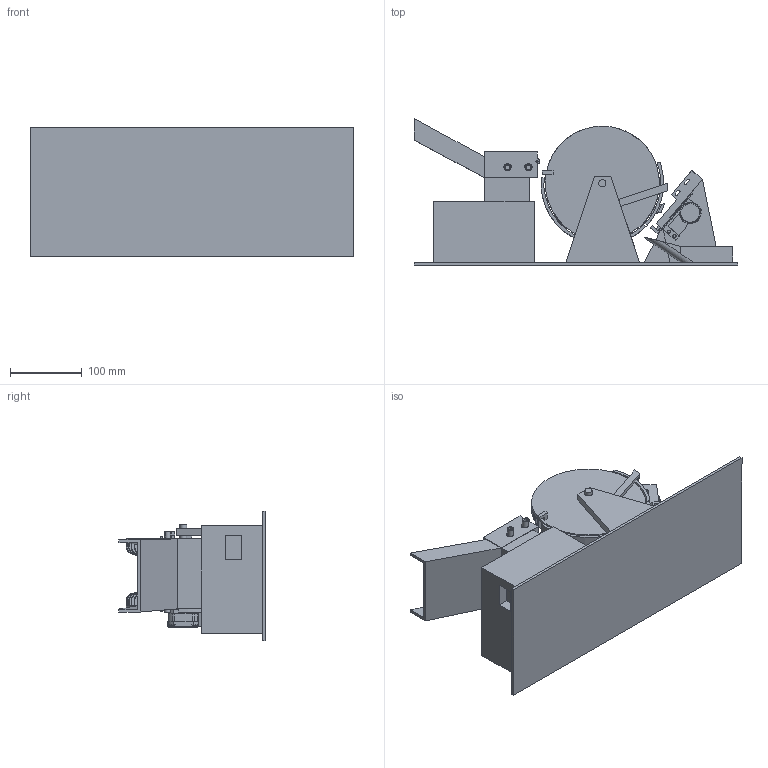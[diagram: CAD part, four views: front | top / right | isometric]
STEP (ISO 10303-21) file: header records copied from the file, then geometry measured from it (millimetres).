
FILE_DESCRIPTION(/* description */ ('','CAx-IF Rec.Pracs.---Representation and Presentation of Product Manufacturing Information (PMI)---4.0---2014-10-13'),/* implementation_level */ '2;1');
FILE_NAME(/* name */ 'Combined Design v40.step',/* time_stamp */ '2025-03-07T08:31:39-05:00',/* author */ (''),/* organization */ (''),/* preprocessor_version */ 'ST-DEVELOPER v20',/* originating_system */ 'Autodesk Translation Framework v13.20.0.188',/* authorisation */ '');
FILE_SCHEMA (('AP242_MANAGED_MODEL_BASED_3D_ENGINEERING_MIM_LF { 1 0 10303 442 1 1 4 }'));
Products named in the file (11): Combined Design; Card Holder End; Main Build; Wheel Design V2; Full Servo; Modified Servo Coupler_LARGE; Rack, Servo to Linear_75mm_MINI; Coupling Bracket, Servo to Linear_LARGE; 6627T64_Stepper Motor; PSU; Card Feeder V3
Assembly tree (10 placements, depth 3):
  Combined Design
    Card Holder End
    Main Build
    Wheel Design V2
    Full Servo
      Modified Servo Coupler_LARGE
      Rack, Servo to Linear_75mm_MINI
      Coupling Bracket, Servo to Linear_LARGE
    6627T64_Stepper Motor
    PSU
    Card Feeder V3
Bounding box: 450 x 204 x 180 mm (x, y, z)
Volume: 3679763.5 mm3; surface area: 1094817.1 mm2
Topology: 29 solids, 29 shells, 1784 faces, 4978 edges, 3286 vertices
Faces by surface type: plane 834, cylinder 561, torus 232, cone 122, bspline 27, sphere 8
Full cylindrical faces by diameter (mm): 2.5 x1, 3 x3, 3.4 x2, 4.366 x4, 5 x1, 6.5 x2, 7.18 x5, 7.484 x5, 7.8 x1, 7.98 x1, 8 x1, 8.25 x14, 10 x2, 21.25 x1, 26 x1, 159 x2
Entity records: 67827 total; most frequent: CARTESIAN_POINT 21552, ORIENTED_EDGE 9940, DIRECTION 9395, EDGE_CURVE 4970, AXIS2_PLACEMENT_3D 3331, VERTEX_POINT 3286, LINE 2733, VECTOR 2733
